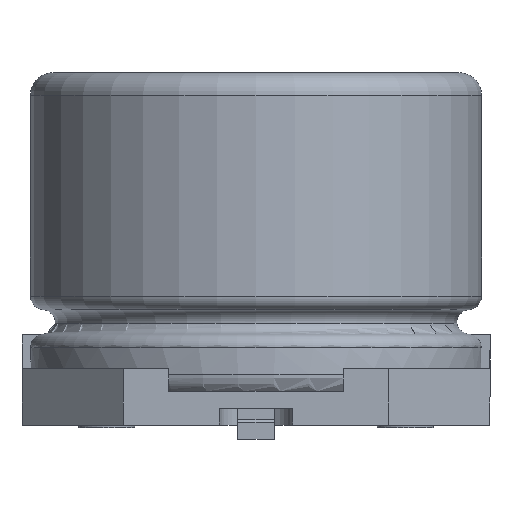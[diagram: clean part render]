
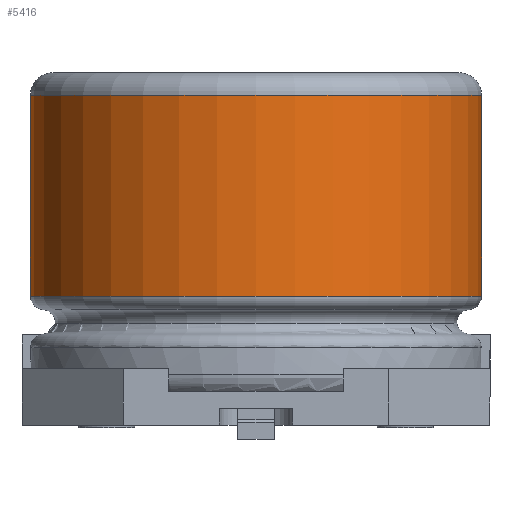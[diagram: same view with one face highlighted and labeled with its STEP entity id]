
A CAD part, left-side view. The second image highlights one B-rep face of the part: STEP entity #5416.
In plain terms, the highlighted cylindrical face has radius 4 mm (diameter 8 mm), a full revolution.
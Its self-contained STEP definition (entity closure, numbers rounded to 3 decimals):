
#2053=ORIENTED_EDGE('',*,*,#2619,.T.);
#2054=ORIENTED_EDGE('',*,*,#2618,.T.);
#2618=EDGE_CURVE('',#2992,#2992,#3096,.T.);
#2619=EDGE_CURVE('',#2993,#2993,#3097,.T.);
#2992=VERTEX_POINT('',#8536);
#2993=VERTEX_POINT('',#8539);
#3096=CIRCLE('',#5725,4.);
#3097=CIRCLE('',#5727,4.);
#3363=EDGE_LOOP('',(#2053));
#3364=EDGE_LOOP('',(#2054));
#3633=FACE_BOUND('',#3363,.T.);
#3634=FACE_BOUND('',#3364,.T.);
#3690=CYLINDRICAL_SURFACE('',#5726,4.);
#5416=ADVANCED_FACE('',(#3633,#3634),#3690,.T.);
#5725=AXIS2_PLACEMENT_3D('',#8535,#6736,#6737);
#5726=AXIS2_PLACEMENT_3D('',#8537,#6738,#6739);
#5727=AXIS2_PLACEMENT_3D('',#8538,#6740,#6741);
#6736=DIRECTION('',(0.,0.,-1.));
#6737=DIRECTION('',(0.,1.,0.));
#6738=DIRECTION('',(0.,0.,-1.));
#6739=DIRECTION('',(0.,-1.,0.));
#6740=DIRECTION('',(0.,0.,1.));
#6741=DIRECTION('',(0.,-1.,0.));
#8535=CARTESIAN_POINT('',(0.,0.,5.85));
#8536=CARTESIAN_POINT('',(0.,4.,5.85));
#8537=CARTESIAN_POINT('',(0.,0.,10.4));
#8538=CARTESIAN_POINT('',(0.,0.,2.288));
#8539=CARTESIAN_POINT('',(0.,-4.,2.288));
